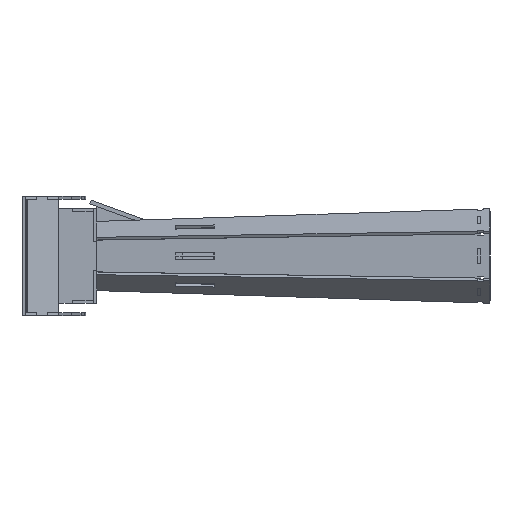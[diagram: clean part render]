
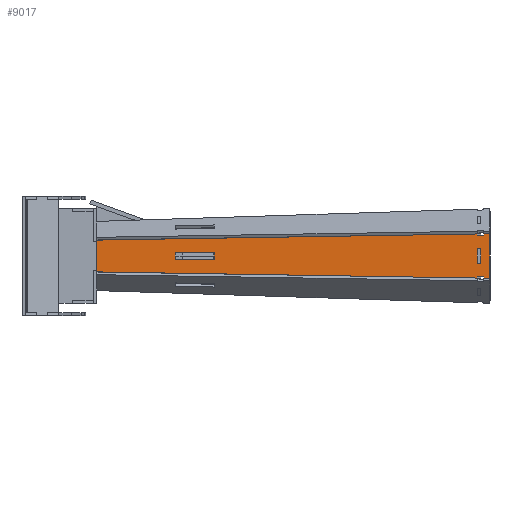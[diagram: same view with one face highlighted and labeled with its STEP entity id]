
A CAD part, left-side view. The second image highlights one B-rep face of the part: STEP entity #9017.
In plain terms, the highlighted face is planar.
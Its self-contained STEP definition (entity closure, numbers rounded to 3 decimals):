
#164=FACE_BOUND('',#790,.T.);
#165=FACE_BOUND('',#791,.T.);
#166=FACE_BOUND('',#792,.T.);
#331=FACE_OUTER_BOUND('',#789,.T.);
#789=EDGE_LOOP('',(#6379,#6380,#6381,#6382,#6383,#6384,#6385,#6386,#6387,
#6388,#6389,#6390));
#790=EDGE_LOOP('',(#6391,#6392,#6393,#6394));
#791=EDGE_LOOP('',(#6395,#6396,#6397,#6398));
#792=EDGE_LOOP('',(#6399,#6400,#6401,#6402));
#1360=LINE('',#12727,#2647);
#1364=LINE('',#12735,#2651);
#1367=LINE('',#12741,#2654);
#1370=LINE('',#12746,#2657);
#1372=LINE('',#12751,#2659);
#1376=LINE('',#12759,#2663);
#1379=LINE('',#12765,#2666);
#1382=LINE('',#12770,#2669);
#1384=LINE('',#12775,#2671);
#1388=LINE('',#12783,#2675);
#1391=LINE('',#12789,#2678);
#1394=LINE('',#12794,#2681);
#1396=LINE('',#12799,#2683);
#1400=LINE('',#12807,#2687);
#1403=LINE('',#12813,#2690);
#1406=LINE('',#12819,#2693);
#1409=LINE('',#12825,#2696);
#1412=LINE('',#12831,#2699);
#1415=LINE('',#12837,#2702);
#1418=LINE('',#12843,#2705);
#1421=LINE('',#12849,#2708);
#1424=LINE('',#12855,#2711);
#1427=LINE('',#12861,#2714);
#1430=LINE('',#12866,#2717);
#2647=VECTOR('',#10371,10.);
#2651=VECTOR('',#10377,10.);
#2654=VECTOR('',#10382,10.);
#2657=VECTOR('',#10387,10.);
#2659=VECTOR('',#10391,10.);
#2663=VECTOR('',#10397,10.);
#2666=VECTOR('',#10402,10.);
#2669=VECTOR('',#10407,10.);
#2671=VECTOR('',#10411,10.);
#2675=VECTOR('',#10417,10.);
#2678=VECTOR('',#10422,10.);
#2681=VECTOR('',#10427,10.);
#2683=VECTOR('',#10431,10.);
#2687=VECTOR('',#10437,10.);
#2690=VECTOR('',#10442,10.);
#2693=VECTOR('',#10447,10.);
#2696=VECTOR('',#10452,10.);
#2699=VECTOR('',#10457,10.);
#2702=VECTOR('',#10462,10.);
#2705=VECTOR('',#10467,10.);
#2708=VECTOR('',#10472,10.);
#2711=VECTOR('',#10477,10.);
#2714=VECTOR('',#10482,10.);
#2717=VECTOR('',#10487,10.);
#3874=VERTEX_POINT('',#12725);
#3875=VERTEX_POINT('',#12726);
#3878=VERTEX_POINT('',#12734);
#3880=VERTEX_POINT('',#12740);
#3882=VERTEX_POINT('',#12749);
#3883=VERTEX_POINT('',#12750);
#3886=VERTEX_POINT('',#12758);
#3888=VERTEX_POINT('',#12764);
#3890=VERTEX_POINT('',#12773);
#3891=VERTEX_POINT('',#12774);
#3894=VERTEX_POINT('',#12782);
#3896=VERTEX_POINT('',#12788);
#3898=VERTEX_POINT('',#12797);
#3899=VERTEX_POINT('',#12798);
#3902=VERTEX_POINT('',#12806);
#3904=VERTEX_POINT('',#12812);
#3906=VERTEX_POINT('',#12818);
#3908=VERTEX_POINT('',#12824);
#3910=VERTEX_POINT('',#12830);
#3912=VERTEX_POINT('',#12836);
#3914=VERTEX_POINT('',#12842);
#3916=VERTEX_POINT('',#12848);
#3918=VERTEX_POINT('',#12854);
#3920=VERTEX_POINT('',#12860);
#4792=EDGE_CURVE('',#3874,#3875,#1360,.T.);
#4796=EDGE_CURVE('',#3878,#3874,#1364,.T.);
#4799=EDGE_CURVE('',#3880,#3878,#1367,.T.);
#4802=EDGE_CURVE('',#3875,#3880,#1370,.T.);
#4804=EDGE_CURVE('',#3882,#3883,#1372,.T.);
#4808=EDGE_CURVE('',#3886,#3882,#1376,.T.);
#4811=EDGE_CURVE('',#3888,#3886,#1379,.T.);
#4814=EDGE_CURVE('',#3883,#3888,#1382,.T.);
#4816=EDGE_CURVE('',#3890,#3891,#1384,.T.);
#4820=EDGE_CURVE('',#3894,#3890,#1388,.T.);
#4823=EDGE_CURVE('',#3896,#3894,#1391,.T.);
#4826=EDGE_CURVE('',#3891,#3896,#1394,.T.);
#4828=EDGE_CURVE('',#3898,#3899,#1396,.T.);
#4832=EDGE_CURVE('',#3899,#3902,#1400,.T.);
#4835=EDGE_CURVE('',#3902,#3904,#1403,.T.);
#4838=EDGE_CURVE('',#3904,#3906,#1406,.T.);
#4841=EDGE_CURVE('',#3908,#3906,#1409,.T.);
#4844=EDGE_CURVE('',#3908,#3910,#1412,.T.);
#4847=EDGE_CURVE('',#3912,#3910,#1415,.T.);
#4850=EDGE_CURVE('',#3914,#3912,#1418,.T.);
#4853=EDGE_CURVE('',#3916,#3914,#1421,.T.);
#4856=EDGE_CURVE('',#3916,#3918,#1424,.T.);
#4859=EDGE_CURVE('',#3920,#3918,#1427,.T.);
#4862=EDGE_CURVE('',#3898,#3920,#1430,.T.);
#6379=ORIENTED_EDGE('',*,*,#4862,.F.);
#6380=ORIENTED_EDGE('',*,*,#4828,.T.);
#6381=ORIENTED_EDGE('',*,*,#4832,.T.);
#6382=ORIENTED_EDGE('',*,*,#4835,.T.);
#6383=ORIENTED_EDGE('',*,*,#4838,.T.);
#6384=ORIENTED_EDGE('',*,*,#4841,.F.);
#6385=ORIENTED_EDGE('',*,*,#4844,.T.);
#6386=ORIENTED_EDGE('',*,*,#4847,.F.);
#6387=ORIENTED_EDGE('',*,*,#4850,.F.);
#6388=ORIENTED_EDGE('',*,*,#4853,.F.);
#6389=ORIENTED_EDGE('',*,*,#4856,.T.);
#6390=ORIENTED_EDGE('',*,*,#4859,.F.);
#6391=ORIENTED_EDGE('',*,*,#4826,.F.);
#6392=ORIENTED_EDGE('',*,*,#4816,.F.);
#6393=ORIENTED_EDGE('',*,*,#4820,.F.);
#6394=ORIENTED_EDGE('',*,*,#4823,.F.);
#6395=ORIENTED_EDGE('',*,*,#4814,.F.);
#6396=ORIENTED_EDGE('',*,*,#4804,.F.);
#6397=ORIENTED_EDGE('',*,*,#4808,.F.);
#6398=ORIENTED_EDGE('',*,*,#4811,.F.);
#6399=ORIENTED_EDGE('',*,*,#4802,.F.);
#6400=ORIENTED_EDGE('',*,*,#4792,.F.);
#6401=ORIENTED_EDGE('',*,*,#4796,.F.);
#6402=ORIENTED_EDGE('',*,*,#4799,.F.);
#8562=PLANE('',#9635);
#9017=ADVANCED_FACE('',(#331,#164,#165,#166),#8562,.F.);
#9635=AXIS2_PLACEMENT_3D('',#12869,#10491,#10492);
#10371=DIRECTION('',(0.,-1.,0.));
#10377=DIRECTION('',(0.,0.,-1.));
#10382=DIRECTION('',(0.,1.,0.));
#10387=DIRECTION('',(0.,0.,1.));
#10391=DIRECTION('',(0.,0.,-1.));
#10397=DIRECTION('',(0.,1.,0.));
#10402=DIRECTION('',(0.,0.,1.));
#10407=DIRECTION('',(0.,-1.,0.));
#10411=DIRECTION('',(0.,-1.,0.));
#10417=DIRECTION('',(0.,0.,-1.));
#10422=DIRECTION('',(0.,1.,0.));
#10427=DIRECTION('',(0.,0.,1.));
#10431=DIRECTION('',(0.,-0.016,-1.));
#10437=DIRECTION('',(0.,1.,-0.016));
#10442=DIRECTION('',(0.,0.016,1.));
#10447=DIRECTION('',(0.,1.,-0.016));
#10452=DIRECTION('',(0.,0.,1.));
#10457=DIRECTION('',(0.,-1.,-0.016));
#10462=DIRECTION('',(0.,0.016,-1.));
#10467=DIRECTION('',(0.,1.,0.016));
#10472=DIRECTION('',(0.,-0.016,1.));
#10477=DIRECTION('',(0.,-1.,-0.016));
#10482=DIRECTION('',(0.,0.,-1.));
#10487=DIRECTION('',(0.,-1.,0.016));
#10491=DIRECTION('center_axis',(1.,0.,0.));
#10492=DIRECTION('ref_axis',(0.,0.,-1.));
#12725=CARTESIAN_POINT('',(0.,312.6,13.333));
#12726=CARTESIAN_POINT('',(0.,310.,13.333));
#12727=CARTESIAN_POINT('',(0.,312.6,13.333));
#12734=CARTESIAN_POINT('',(0.,312.6,21.667));
#12735=CARTESIAN_POINT('',(0.,312.6,21.667));
#12740=CARTESIAN_POINT('',(0.,310.,21.667));
#12741=CARTESIAN_POINT('',(0.,310.,21.667));
#12746=CARTESIAN_POINT('',(0.,310.,13.333));
#12749=CARTESIAN_POINT('',(0.,0.,23.333));
#12750=CARTESIAN_POINT('',(0.,0.,11.667));
#12751=CARTESIAN_POINT('',(0.,0.,11.667));
#12758=CARTESIAN_POINT('',(0.,-2.6,23.333));
#12759=CARTESIAN_POINT('',(0.,0.,23.333));
#12764=CARTESIAN_POINT('',(0.,-2.6,11.667));
#12765=CARTESIAN_POINT('',(0.,-2.6,23.333));
#12770=CARTESIAN_POINT('',(0.,-2.6,11.667));
#12773=CARTESIAN_POINT('',(0.,239.972,15.));
#12774=CARTESIAN_POINT('',(0.,208.972,15.));
#12775=CARTESIAN_POINT('',(0.,239.972,15.));
#12782=CARTESIAN_POINT('',(0.,239.972,20.));
#12783=CARTESIAN_POINT('',(0.,239.972,20.));
#12788=CARTESIAN_POINT('',(0.,208.972,20.));
#12789=CARTESIAN_POINT('',(0.,208.972,20.));
#12794=CARTESIAN_POINT('',(0.,208.972,15.));
#12797=CARTESIAN_POINT('',(0.,-4.999,35.081));
#12798=CARTESIAN_POINT('',(0.,-5.024,33.581));
#12799=CARTESIAN_POINT('',(0.,-4.999,35.081));
#12806=CARTESIAN_POINT('',(0.,-0.024,33.5));
#12807=CARTESIAN_POINT('',(0.,-5.024,33.581));
#12812=CARTESIAN_POINT('',(0.,0.,35.));
#12813=CARTESIAN_POINT('',(0.,-0.024,33.5));
#12818=CARTESIAN_POINT('',(0.,320.,29.839));
#12819=CARTESIAN_POINT('',(0.,310.,30.));
#12824=CARTESIAN_POINT('',(0.,320.,5.161));
#12825=CARTESIAN_POINT('',(0.,320.,5.161));
#12830=CARTESIAN_POINT('',(0.,0.,0.));
#12831=CARTESIAN_POINT('',(0.,310.,5.));
#12836=CARTESIAN_POINT('',(0.,-0.024,1.5));
#12837=CARTESIAN_POINT('',(0.,-0.024,1.5));
#12842=CARTESIAN_POINT('',(0.,-5.024,1.419));
#12843=CARTESIAN_POINT('',(0.,-5.024,1.419));
#12848=CARTESIAN_POINT('',(0.,-4.999,-0.081));
#12849=CARTESIAN_POINT('',(0.,-4.999,-0.081));
#12854=CARTESIAN_POINT('',(0.,-10.,-0.161));
#12855=CARTESIAN_POINT('',(0.,0.,0.));
#12860=CARTESIAN_POINT('',(0.,-10.,35.161));
#12861=CARTESIAN_POINT('',(0.,-10.,35.161));
#12866=CARTESIAN_POINT('',(0.,0.,35.));
#12869=CARTESIAN_POINT('Origin',(0.,155.,17.5));
